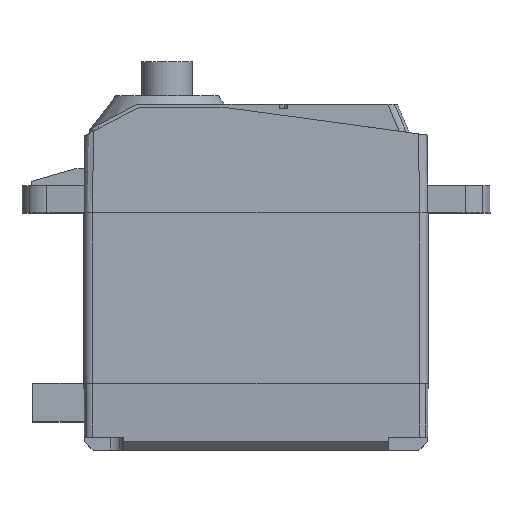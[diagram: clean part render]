
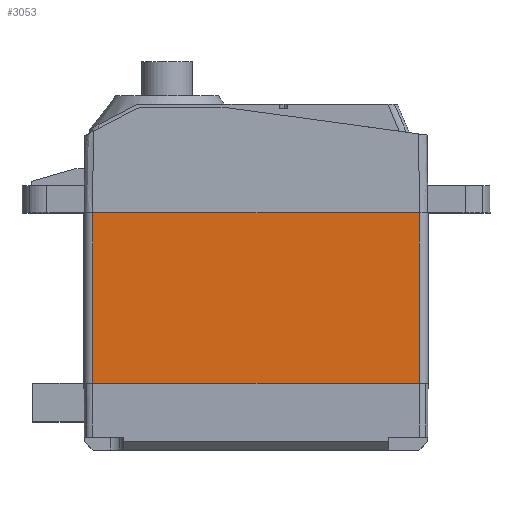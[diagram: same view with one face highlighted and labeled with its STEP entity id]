
A CAD part, top view. The second image highlights one B-rep face of the part: STEP entity #3053.
In plain terms, the highlighted planar face has unit normal (0, 0, 1).
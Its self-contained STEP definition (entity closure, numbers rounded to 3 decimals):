
#147 = LINE ( 'NONE', #3466, #3726 ) ;
#179 = AXIS2_PLACEMENT_3D ( 'NONE', #4104, #1494, #1540 ) ;
#362 = ORIENTED_EDGE ( 'NONE', *, *, #3906, .F. ) ;
#482 = DIRECTION ( 'NONE',  ( 1., 0., 0. ) ) ;
#526 = LINE ( 'NONE', #897, #2183 ) ;
#533 = DIRECTION ( 'NONE',  ( 0., 1., 0. ) ) ;
#897 = CARTESIAN_POINT ( 'NONE',  ( 0.93, 7.8, 0.1 ) ) ;
#905 = LINE ( 'NONE', #2482, #3231 ) ;
#1034 = PLANE ( 'NONE',  #179 ) ;
#1230 = ORIENTED_EDGE ( 'NONE', *, *, #1410, .T. ) ;
#1410 = EDGE_CURVE ( 'NONE', #4696, #1770, #905, .T. ) ;
#1494 = DIRECTION ( 'NONE',  ( 0., 0., 1. ) ) ;
#1540 = DIRECTION ( 'NONE',  ( 1., 0., 0. ) ) ;
#1683 = EDGE_LOOP ( 'NONE', ( #3130, #1230, #362, #2787 ) ) ;
#1685 = EDGE_CURVE ( 'NONE', #4809, #2651, #526, .T. ) ;
#1770 = VERTEX_POINT ( 'NONE', #2918 ) ;
#2082 = DIRECTION ( 'NONE',  ( 1., 0., 0. ) ) ;
#2183 = VECTOR ( 'NONE', #4729, 1000. ) ;
#2482 = CARTESIAN_POINT ( 'NONE',  ( 39.13, 7.8, 0.1 ) ) ;
#2640 = CARTESIAN_POINT ( 'NONE',  ( 0.93, 27.7, 0.1 ) ) ;
#2651 = VERTEX_POINT ( 'NONE', #2640 ) ;
#2787 = ORIENTED_EDGE ( 'NONE', *, *, #1685, .F. ) ;
#2814 = LINE ( 'NONE', #4278, #4583 ) ;
#2918 = CARTESIAN_POINT ( 'NONE',  ( 39.13, 27.7, 0.1 ) ) ;
#3053 = ADVANCED_FACE ( 'NONE', ( #4388 ), #1034, .T. ) ;
#3130 = ORIENTED_EDGE ( 'NONE', *, *, #4786, .T. ) ;
#3231 = VECTOR ( 'NONE', #533, 1000. ) ;
#3466 = CARTESIAN_POINT ( 'NONE',  ( 0.93, 27.7, 0.1 ) ) ;
#3726 = VECTOR ( 'NONE', #482, 1000. ) ;
#3906 = EDGE_CURVE ( 'NONE', #2651, #1770, #147, .T. ) ;
#4104 = CARTESIAN_POINT ( 'NONE',  ( 0.93, 7.8, 0.1 ) ) ;
#4207 = CARTESIAN_POINT ( 'NONE',  ( 39.13, 7.8, 0.1 ) ) ;
#4278 = CARTESIAN_POINT ( 'NONE',  ( 0.93, 7.8, 0.1 ) ) ;
#4300 = CARTESIAN_POINT ( 'NONE',  ( 0.93, 7.8, 0.1 ) ) ;
#4388 = FACE_OUTER_BOUND ( 'NONE', #1683, .T. ) ;
#4583 = VECTOR ( 'NONE', #2082, 1000. ) ;
#4696 = VERTEX_POINT ( 'NONE', #4207 ) ;
#4729 = DIRECTION ( 'NONE',  ( 0., 1., 0. ) ) ;
#4786 = EDGE_CURVE ( 'NONE', #4809, #4696, #2814, .T. ) ;
#4809 = VERTEX_POINT ( 'NONE', #4300 ) ;
